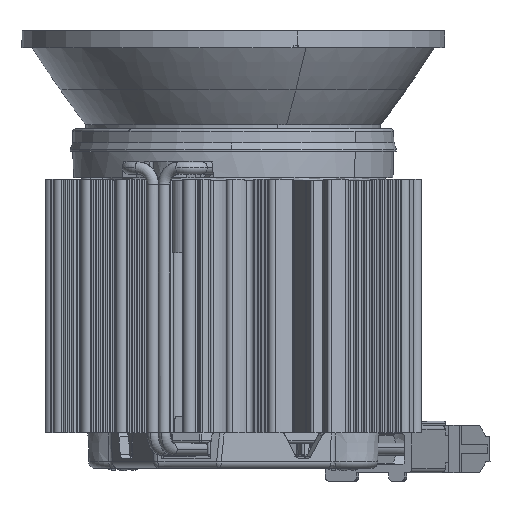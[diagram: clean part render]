
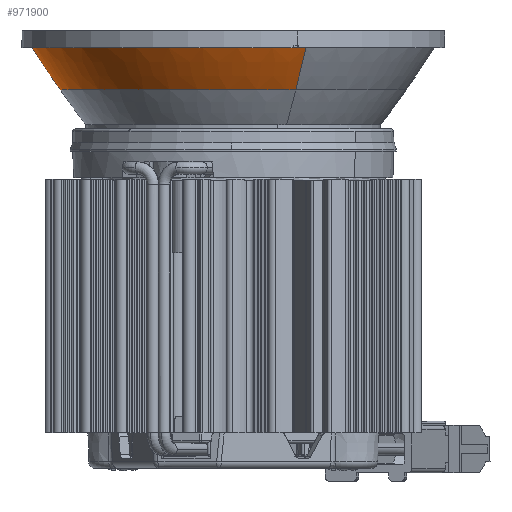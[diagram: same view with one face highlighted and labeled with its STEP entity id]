
A CAD part, front view. The second image highlights one B-rep face of the part: STEP entity #971900.
In plain terms, the highlighted toroidal (fillet/blend) face has major radius 102.407 mm and minor radius 150 mm.
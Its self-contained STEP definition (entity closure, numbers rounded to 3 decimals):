
#918210=CARTESIAN_POINT('',(0.,15.,0.));
#918220=DIRECTION('',(0.,-1.,0.));
#918230=DIRECTION('',(1.,0.,0.));
#918240=AXIS2_PLACEMENT_3D('',#918210,#918220,#918230);
#918250=CIRCLE('',#918240,23.8);
#918280=CARTESIAN_POINT('',(23.753,15.,
-1.494));
#918290=VERTEX_POINT('',#918280);
#918320=CARTESIAN_POINT('',(-23.753,15.,
1.494));
#918330=VERTEX_POINT('',#918320);
#918340=EDGE_CURVE('',#918290,#918330,#918250,.T.);
#919880=CARTESIAN_POINT('',(20.404,10.,
-1.284));
#919890=VERTEX_POINT('',#919880);
#920120=CARTESIAN_POINT('',(-20.404,10.,
1.284));
#920130=VERTEX_POINT('',#920120);
#920160=CARTESIAN_POINT('',(0.,10.,0.));
#920170=DIRECTION('',(0.,-1.,0.));
#920180=DIRECTION('',(1.,0.,
0.));
#920190=AXIS2_PLACEMENT_3D('',#920160,#920170,#920180);
#920200=CIRCLE('',#920190,20.445);
#920210=CARTESIAN_POINT('',(20.445,10.,
0.));
#920220=VERTEX_POINT('',#920210);
#920230=EDGE_CURVE('',#920220,#920130,#920200,.T.);
#920250=EDGE_CURVE('',#919890,#920220,#920200,.T.);
#940040=CARTESIAN_POINT('',(102.205,96.066,
-6.429));
#940050=DIRECTION('',(0.063,0.,
0.998));
#940060=DIRECTION('',(0.998,0.,
-0.063));
#940070=AXIS2_PLACEMENT_3D('',#940040,#940050,#940060);
#940080=CIRCLE('',#940070,150.);
#940090=EDGE_CURVE('',#918330,#920130,#940080,.T.);
#940130=CARTESIAN_POINT('',(-102.205,96.066,
6.429));
#940140=DIRECTION('',(-0.063,0.,
-0.998));
#940150=DIRECTION('',(-0.998,0.,
0.063));
#940160=AXIS2_PLACEMENT_3D('',#940130,#940140,#940150);
#940170=CIRCLE('',#940160,150.);
#940180=EDGE_CURVE('',#918290,#919890,#940170,.T.);
#971780=CARTESIAN_POINT('',(0.,96.066,
0.));
#971790=DIRECTION('',(0.,1.,0.));
#971800=DIRECTION('',(0.998,0.,
-0.063));
#971810=AXIS2_PLACEMENT_3D('',#971780,#971790,#971800);
#971820=DEGENERATE_TOROIDAL_SURFACE('',#971810,102.407,
150.,.F.);
#971830=ORIENTED_EDGE('',*,*,#920230,.F.);
#971840=ORIENTED_EDGE('',*,*,#940090,.T.);
#971850=ORIENTED_EDGE('',*,*,#918340,.T.);
#971860=ORIENTED_EDGE('',*,*,#940180,.F.);
#971870=ORIENTED_EDGE('',*,*,#920250,.F.);
#971880=EDGE_LOOP('',(#971870,#971860,#971850,#971840,#971830));
#971890=FACE_OUTER_BOUND('',#971880,.T.);
#971900=ADVANCED_FACE('',(#971890),#971820,.F.);
